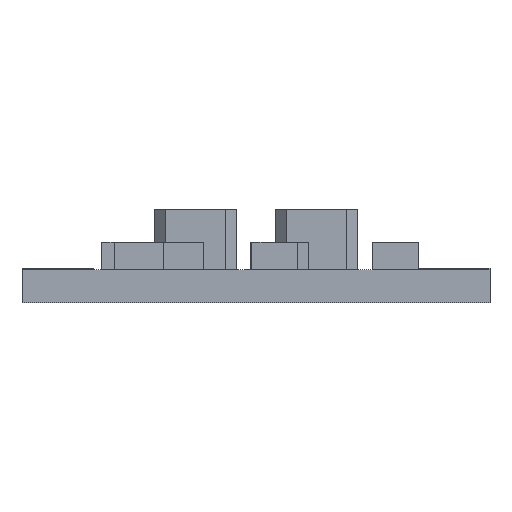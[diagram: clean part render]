
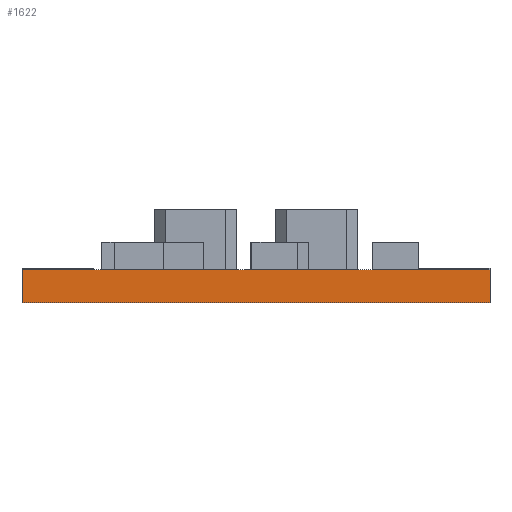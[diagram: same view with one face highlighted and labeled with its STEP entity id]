
A CAD part, front view. The second image highlights one B-rep face of the part: STEP entity #1622.
In plain terms, the highlighted planar face has unit normal (0, -1, 0).
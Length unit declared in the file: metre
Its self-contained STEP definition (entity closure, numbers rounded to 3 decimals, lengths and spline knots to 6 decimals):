
#140=ORIENTED_EDGE('',*,*,#582,.F.);
#141=ORIENTED_EDGE('',*,*,#496,.F.);
#142=ORIENTED_EDGE('',*,*,#581,.T.);
#143=ORIENTED_EDGE('',*,*,#521,.T.);
#496=EDGE_CURVE('',#720,#721,#872,.T.);
#521=EDGE_CURVE('',#746,#745,#897,.T.);
#581=EDGE_CURVE('',#720,#746,#957,.T.);
#582=EDGE_CURVE('',#721,#745,#958,.T.);
#720=VERTEX_POINT('',#2528);
#721=VERTEX_POINT('',#2530);
#745=VERTEX_POINT('',#2582);
#746=VERTEX_POINT('',#2584);
#872=LINE('',#2529,#1080);
#897=LINE('',#2583,#1105);
#957=LINE('',#2698,#1165);
#958=LINE('',#2700,#1166);
#1080=VECTOR('',#2103,1.);
#1105=VECTOR('',#2136,1.);
#1165=VECTOR('',#2198,1.);
#1166=VECTOR('',#2201,1.);
#1292=EDGE_LOOP('',(#140,#141,#142,#143));
#1400=FACE_BOUND('',#1292,.T.);
#1499=PLANE('',#1989);
#1622=ADVANCED_FACE('',(#1400),#1499,.T.);
#1989=AXIS2_PLACEMENT_3D('',#2699,#2199,#2200);
#2103=DIRECTION('',(0.,0.,-1.));
#2136=DIRECTION('',(0.,0.,-1.));
#2198=DIRECTION('',(-1.,0.,0.));
#2199=DIRECTION('',(0.,-1.,0.));
#2200=DIRECTION('',(1.,0.,0.));
#2201=DIRECTION('',(-1.,0.,0.));
#2528=CARTESIAN_POINT('',(0.0085,-0.0065,0.0012));
#2529=CARTESIAN_POINT('',(0.0085,-0.0065,0.0012));
#2530=CARTESIAN_POINT('',(0.0085,-0.0065,0.));
#2582=CARTESIAN_POINT('',(-0.0085,-0.0065,0.));
#2583=CARTESIAN_POINT('',(-0.0085,-0.0065,0.0012));
#2584=CARTESIAN_POINT('',(-0.0085,-0.0065,0.0012));
#2698=CARTESIAN_POINT('',(0.,-0.0065,0.0012));
#2699=CARTESIAN_POINT('',(0.,-0.0065,0.0012));
#2700=CARTESIAN_POINT('',(0.,-0.0065,0.));
